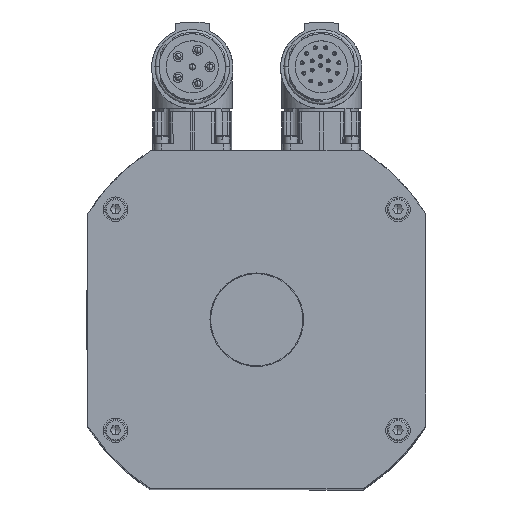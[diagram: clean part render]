
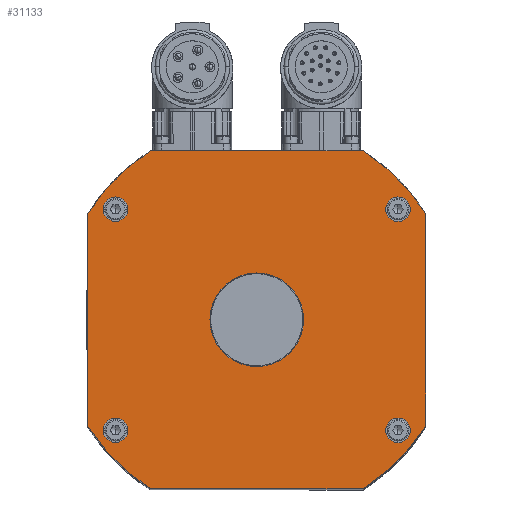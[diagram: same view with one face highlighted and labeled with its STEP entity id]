
A CAD part, top view. The second image highlights one B-rep face of the part: STEP entity #31133.
In plain terms, the highlighted face is planar.
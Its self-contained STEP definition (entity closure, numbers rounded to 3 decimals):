
#6078=CARTESIAN_POINT('',(-46.,40.,249.));
#6079=VERTEX_POINT('',#6078);
#6095=CARTESIAN_POINT('',(-46.,32.,249.));
#6096=VERTEX_POINT('',#6095);
#6103=CARTESIAN_POINT('',(-46.,36.,249.));
#6104=DIRECTION('',(0.0,0.0,-1.0));
#6105=DIRECTION('',(0.0,1.0,0.0));
#6106=AXIS2_PLACEMENT_3D('',#6103,#6104,#6105);
#6107=CIRCLE('',#6106,4.0);
#6108=EDGE_CURVE('',#6079,#6096,#6107,.T.);
#6141=CARTESIAN_POINT('',(46.,40.,249.));
#6142=VERTEX_POINT('',#6141);
#6158=CARTESIAN_POINT('',(46.,32.,249.));
#6159=VERTEX_POINT('',#6158);
#6166=CARTESIAN_POINT('',(46.,36.,249.));
#6167=DIRECTION('',(0.0,0.0,-1.0));
#6168=DIRECTION('',(0.0,1.0,0.0));
#6169=AXIS2_PLACEMENT_3D('',#6166,#6167,#6168);
#6170=CIRCLE('',#6169,4.0);
#6171=EDGE_CURVE('',#6142,#6159,#6170,.T.);
#6204=CARTESIAN_POINT('',(46.,-32.,249.));
#6205=VERTEX_POINT('',#6204);
#6221=CARTESIAN_POINT('',(46.,-40.,249.));
#6222=VERTEX_POINT('',#6221);
#6229=CARTESIAN_POINT('',(46.,-36.,249.));
#6230=DIRECTION('',(0.0,0.0,-1.0));
#6231=DIRECTION('',(0.0,1.0,0.0));
#6232=AXIS2_PLACEMENT_3D('',#6229,#6230,#6231);
#6233=CIRCLE('',#6232,4.0);
#6234=EDGE_CURVE('',#6205,#6222,#6233,.T.);
#6267=CARTESIAN_POINT('',(-46.,-32.,249.));
#6268=VERTEX_POINT('',#6267);
#6284=CARTESIAN_POINT('',(-46.,-40.,249.));
#6285=VERTEX_POINT('',#6284);
#6292=CARTESIAN_POINT('',(-46.,-36.,249.));
#6293=DIRECTION('',(0.0,0.0,-1.0));
#6294=DIRECTION('',(0.0,1.0,0.0));
#6295=AXIS2_PLACEMENT_3D('',#6292,#6293,#6294);
#6296=CIRCLE('',#6295,4.0);
#6297=EDGE_CURVE('',#6268,#6285,#6296,.T.);
#6309=CARTESIAN_POINT('',(0.,-15.25,249.));
#6310=VERTEX_POINT('',#6309);
#6326=CARTESIAN_POINT('',(0.,15.25,249.));
#6327=VERTEX_POINT('',#6326);
#6334=CARTESIAN_POINT('',(0.,0.,249.));
#6335=DIRECTION('',(0.0,0.0,-1.0));
#6336=DIRECTION('',(0.0,-1.0,0.0));
#6337=AXIS2_PLACEMENT_3D('',#6334,#6335,#6336);
#6338=CIRCLE('',#6337,15.25);
#6339=EDGE_CURVE('',#6310,#6327,#6338,.T.);
#30352=CARTESIAN_POINT('',(0.,0.,249.));
#30353=DIRECTION('',(0.0,0.0,-1.0));
#30354=DIRECTION('',(0.0,-1.0,0.0));
#30355=AXIS2_PLACEMENT_3D('',#30352,#30353,#30354);
#30356=CIRCLE('',#30355,15.25);
#30357=EDGE_CURVE('',#6327,#6310,#30356,.T.);
#30437=CARTESIAN_POINT('',(-46.,-36.,249.));
#30438=DIRECTION('',(0.0,0.0,-1.0));
#30439=DIRECTION('',(0.0,1.0,0.0));
#30440=AXIS2_PLACEMENT_3D('',#30437,#30438,#30439);
#30441=CIRCLE('',#30440,4.0);
#30442=EDGE_CURVE('',#6285,#6268,#30441,.T.);
#30502=CARTESIAN_POINT('',(46.,-36.,249.));
#30503=DIRECTION('',(0.0,0.0,-1.0));
#30504=DIRECTION('',(0.0,1.0,0.0));
#30505=AXIS2_PLACEMENT_3D('',#30502,#30503,#30504);
#30506=CIRCLE('',#30505,4.0);
#30507=EDGE_CURVE('',#6222,#6205,#30506,.T.);
#30561=CARTESIAN_POINT('',(46.,36.,249.));
#30562=DIRECTION('',(0.0,0.0,-1.0));
#30563=DIRECTION('',(0.0,1.0,0.0));
#30564=AXIS2_PLACEMENT_3D('',#30561,#30562,#30563);
#30565=CIRCLE('',#30564,4.0);
#30566=EDGE_CURVE('',#6159,#6142,#30565,.T.);
#30620=CARTESIAN_POINT('',(-46.,36.,249.));
#30621=DIRECTION('',(0.0,0.0,-1.0));
#30622=DIRECTION('',(0.0,1.0,0.0));
#30623=AXIS2_PLACEMENT_3D('',#30620,#30621,#30622);
#30624=CIRCLE('',#30623,4.0);
#30625=EDGE_CURVE('',#6096,#6079,#30624,.T.);
#30647=CARTESIAN_POINT('',(34.641,-55.,249.));
#30648=VERTEX_POINT('',#30647);
#30655=CARTESIAN_POINT('',(-34.641,-55.,249.));
#30656=VERTEX_POINT('',#30655);
#30657=CARTESIAN_POINT('',(-34.641,-55.,249.));
#30658=DIRECTION('',(1.0,0.0,0.0));
#30659=VECTOR('',#30658,69.282);
#30660=LINE('',#30657,#30659);
#30661=EDGE_CURVE('',#30656,#30648,#30660,.T.);
#30710=CARTESIAN_POINT('',(55.,-34.641,249.));
#30711=VERTEX_POINT('',#30710);
#30718=CARTESIAN_POINT('',(0.,0.,249.));
#30719=DIRECTION('',(0.,0.,1.0));
#30720=DIRECTION('',(-0.846,0.533,0.));
#30721=AXIS2_PLACEMENT_3D('',#30718,#30719,#30720);
#30722=CIRCLE('',#30721,65.0);
#30723=EDGE_CURVE('',#30648,#30711,#30722,.T.);
#30770=CARTESIAN_POINT('',(55.,34.641,249.));
#30771=VERTEX_POINT('',#30770);
#30778=CARTESIAN_POINT('',(55.,-34.641,249.));
#30779=DIRECTION('',(0.0,1.0,0.0));
#30780=VECTOR('',#30779,69.282);
#30781=LINE('',#30778,#30780);
#30782=EDGE_CURVE('',#30711,#30771,#30781,.T.);
#30834=CARTESIAN_POINT('',(34.641,55.,249.));
#30835=VERTEX_POINT('',#30834);
#30842=CARTESIAN_POINT('',(0.,0.,249.));
#30843=DIRECTION('',(0.,0.,1.));
#30844=DIRECTION('',(-0.533,-0.846,0.));
#30845=AXIS2_PLACEMENT_3D('',#30842,#30843,#30844);
#30846=CIRCLE('',#30845,65.0);
#30847=EDGE_CURVE('',#30771,#30835,#30846,.T.);
#30866=CARTESIAN_POINT('',(-34.641,55.,249.));
#30867=VERTEX_POINT('',#30866);
#30874=CARTESIAN_POINT('',(34.641,55.,249.));
#30875=DIRECTION('',(-1.0,0.0,0.0));
#30876=VECTOR('',#30875,69.282);
#30877=LINE('',#30874,#30876);
#30878=EDGE_CURVE('',#30835,#30867,#30877,.T.);
#30922=CARTESIAN_POINT('',(-55.,34.641,249.));
#30923=VERTEX_POINT('',#30922);
#30930=CARTESIAN_POINT('',(0.,0.,249.));
#30931=DIRECTION('',(0.,0.,1.));
#30932=DIRECTION('',(0.846,-0.533,0.));
#30933=AXIS2_PLACEMENT_3D('',#30930,#30931,#30932);
#30934=CIRCLE('',#30933,65.0);
#30935=EDGE_CURVE('',#30867,#30923,#30934,.T.);
#30982=CARTESIAN_POINT('',(-55.,-34.641,249.));
#30983=VERTEX_POINT('',#30982);
#30990=CARTESIAN_POINT('',(-55.,34.641,249.));
#30991=DIRECTION('',(0.0,-1.0,0.0));
#30992=VECTOR('',#30991,69.282);
#30993=LINE('',#30990,#30992);
#30994=EDGE_CURVE('',#30923,#30983,#30993,.T.);
#31037=CARTESIAN_POINT('',(0.,0.,249.));
#31038=DIRECTION('',(0.,0.,1.));
#31039=DIRECTION('',(0.533,0.846,0.));
#31040=AXIS2_PLACEMENT_3D('',#31037,#31038,#31039);
#31041=CIRCLE('',#31040,65.);
#31042=EDGE_CURVE('',#30983,#30656,#31041,.T.);
#31098=CARTESIAN_POINT('',(0.,0.,249.));
#31099=DIRECTION('',(0.0,0.0,-1.0));
#31100=DIRECTION('',(0.0,-1.0,0.0));
#31101=AXIS2_PLACEMENT_3D('',#31098,#31099,#31100);
#31102=PLANE('',#31101);
#31103=ORIENTED_EDGE('',*,*,#31042,.T.);
#31104=ORIENTED_EDGE('',*,*,#30661,.T.);
#31105=ORIENTED_EDGE('',*,*,#30723,.T.);
#31106=ORIENTED_EDGE('',*,*,#30782,.T.);
#31107=ORIENTED_EDGE('',*,*,#30847,.T.);
#31108=ORIENTED_EDGE('',*,*,#30878,.T.);
#31109=ORIENTED_EDGE('',*,*,#30935,.T.);
#31110=ORIENTED_EDGE('',*,*,#30994,.T.);
#31111=EDGE_LOOP('',(#31103,#31104,#31105,#31106,#31107,#31108,#31109,#31110));
#31112=FACE_OUTER_BOUND('',#31111,.T.);
#31113=ORIENTED_EDGE('',*,*,#30357,.T.);
#31114=ORIENTED_EDGE('',*,*,#6339,.T.);
#31115=EDGE_LOOP('',(#31113,#31114));
#31116=FACE_BOUND('',#31115,.T.);
#31117=ORIENTED_EDGE('',*,*,#6297,.T.);
#31118=ORIENTED_EDGE('',*,*,#30442,.T.);
#31119=EDGE_LOOP('',(#31117,#31118));
#31120=FACE_BOUND('',#31119,.T.);
#31121=ORIENTED_EDGE('',*,*,#6234,.T.);
#31122=ORIENTED_EDGE('',*,*,#30507,.T.);
#31123=EDGE_LOOP('',(#31121,#31122));
#31124=FACE_BOUND('',#31123,.T.);
#31125=ORIENTED_EDGE('',*,*,#6171,.T.);
#31126=ORIENTED_EDGE('',*,*,#30566,.T.);
#31127=EDGE_LOOP('',(#31125,#31126));
#31128=FACE_BOUND('',#31127,.T.);
#31129=ORIENTED_EDGE('',*,*,#6108,.T.);
#31130=ORIENTED_EDGE('',*,*,#30625,.T.);
#31131=EDGE_LOOP('',(#31129,#31130));
#31132=FACE_BOUND('',#31131,.T.);
#31133=ADVANCED_FACE('',(#31112,#31116,#31120,#31124,#31128,#31132),#31102,.F.);
